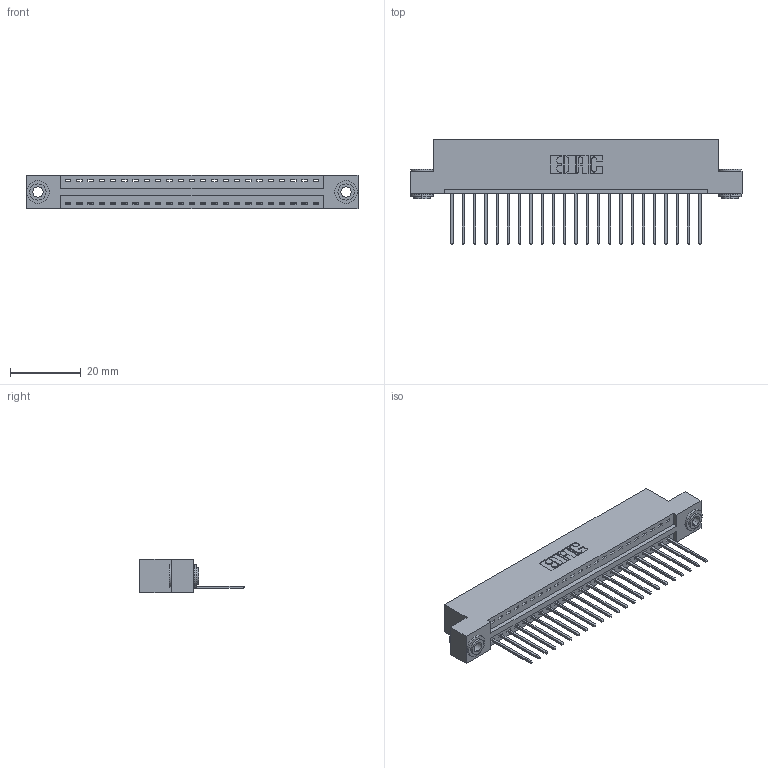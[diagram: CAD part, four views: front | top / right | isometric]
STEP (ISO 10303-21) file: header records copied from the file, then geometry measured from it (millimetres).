
FILE_DESCRIPTION (( 'STEP AP203' ), '1' );
FILE_NAME ('396-023-540-103.STEP', '2018-09-01T11:54:43', ( '' ), ( '' ), 'SwSTEP 2.0', 'SolidWorks 2016', '' );
FILE_SCHEMA (( 'CONFIG_CONTROL_DESIGN' ));
Length unit declared in the file: inch
Products named in the file (4): 345-250-002_345-250-002-102; 396-023-540-103; 346 Part_Flush Mounting Lugs - 0.156 Dia-TH; 345-292-001_345-293-140
Assembly tree (26 placements, depth 2):
  396-023-540-103
    346 Part_Flush Mounting Lugs - 0.156 Dia-TH
    345-292-001_345-293-140  x23
    345-250-002_345-250-002-102  x2
Bounding box: 93.6 x 29.46 x 9.4 mm (x, y, z)
Volume: 8879.1 mm3; surface area: 11339.3 mm2
Topology: 26 solids, 26 shells, 1494 faces, 4453 edges, 2934 vertices
Faces by surface type: plane 1006, cylinder 480, cone 8
Entity records: 17500 total; most frequent: CARTESIAN_POINT 2984, ORIENTED_EDGE 2934, DIRECTION 2687, EDGE_CURVE 1467, VECTOR 1219, LINE 1219, VERTEX_POINT 974, AXIS2_PLACEMENT_3D 734
